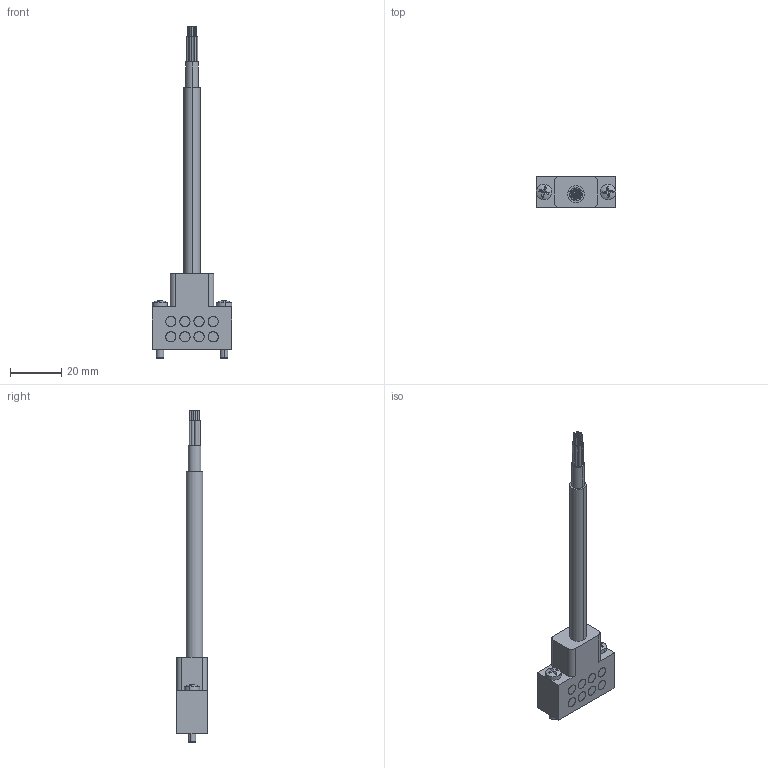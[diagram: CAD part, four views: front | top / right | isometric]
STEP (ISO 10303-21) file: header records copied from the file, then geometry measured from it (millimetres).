
FILE_DESCRIPTION (( 'STEP AP203' ), '1' );
FILE_NAME ('P1014.STEP', '2018-11-28T15:00:21', ( '' ), ( '' ), 'SwSTEP 2.0', 'SolidWorks 2017', '' );
FILE_SCHEMA (( 'CONFIG_CONTROL_DESIGN' ));
Length unit declared in the file: millimetre
Products named in the file (1): P1014
Bounding box: 31 x 12 x 129.5 mm (x, y, z)
Volume: 15864 mm3; surface area: 9752.2 mm2
Topology: 13 solids, 13 shells, 366 faces, 840 edges, 528 vertices
Faces by surface type: cylinder 182, plane 100, torus 40, cone 36, sphere 4, bspline 4
Entity records: 10589 total; most frequent: DIRECTION 2064, CARTESIAN_POINT 1861, ORIENTED_EDGE 1648, AXIS2_PLACEMENT_3D 883, EDGE_CURVE 824, VERTEX_POINT 528, CIRCLE 520, EDGE_LOOP 414
